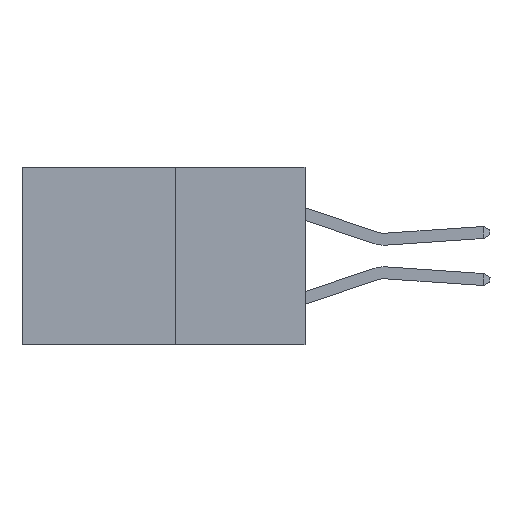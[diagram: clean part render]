
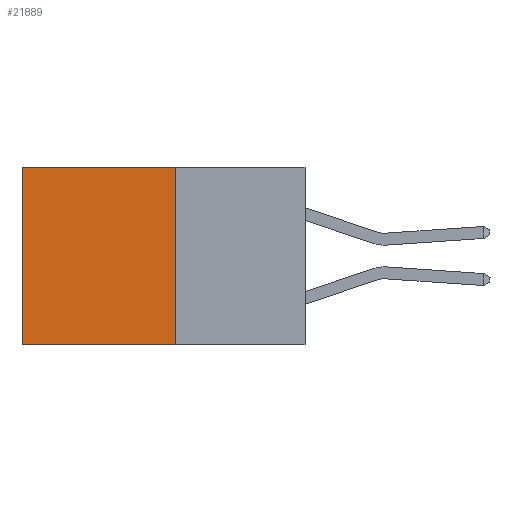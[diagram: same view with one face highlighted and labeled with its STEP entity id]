
A CAD part, left-side view. The second image highlights one B-rep face of the part: STEP entity #21889.
In plain terms, the highlighted planar face has unit normal (-1, 0, 0).
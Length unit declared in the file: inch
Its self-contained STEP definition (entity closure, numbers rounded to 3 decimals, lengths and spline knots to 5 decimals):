
#1785 = VERTEX_POINT ( 'NONE', #9238 ) ;
#1982 = CARTESIAN_POINT ( 'NONE',  ( 0.277, 0.27, -0.37 ) ) ;
#2878 = CARTESIAN_POINT ( 'NONE',  ( 0.277, 0.59, 0. ) ) ;
#3362 = VECTOR ( 'NONE', #4204, 39.37008 ) ;
#3940 = DIRECTION ( 'NONE',  ( 1., 0., 0. ) ) ;
#4204 = DIRECTION ( 'NONE',  ( 0., 0., -1. ) ) ;
#4348 = VECTOR ( 'NONE', #13457, 39.37008 ) ;
#4761 = EDGE_LOOP ( 'NONE', ( #15064, #20744, #5832, #11695 ) ) ;
#5083 = CARTESIAN_POINT ( 'NONE',  ( 0.277, 0.59, -0.37 ) ) ;
#5276 = VECTOR ( 'NONE', #18374, 39.37008 ) ;
#5536 = EDGE_CURVE ( 'NONE', #23745, #22350, #18935, .T. ) ;
#5832 = ORIENTED_EDGE ( 'NONE', *, *, #21425, .F. ) ;
#6510 = LINE ( 'NONE', #22086, #5276 ) ;
#8341 = LINE ( 'NONE', #24889, #4348 ) ;
#8421 = CARTESIAN_POINT ( 'NONE',  ( 0.277, 0.27, -0.37 ) ) ;
#8914 = CARTESIAN_POINT ( 'NONE',  ( 0.277, 0.27, 0. ) ) ;
#9238 = CARTESIAN_POINT ( 'NONE',  ( 0.277, 0.27, -0.37 ) ) ;
#9563 = AXIS2_PLACEMENT_3D ( 'NONE', #1982, #3940, #17646 ) ;
#10366 = DIRECTION ( 'NONE',  ( 0., 0., -1. ) ) ;
#11695 = ORIENTED_EDGE ( 'NONE', *, *, #22980, .T. ) ;
#13457 = DIRECTION ( 'NONE',  ( 0., 1., 0. ) ) ;
#13740 = PLANE ( 'NONE',  #9563 ) ;
#15064 = ORIENTED_EDGE ( 'NONE', *, *, #5536, .T. ) ;
#17646 = DIRECTION ( 'NONE',  ( 0., 0., -1. ) ) ;
#18374 = DIRECTION ( 'NONE',  ( 0., 1., 0. ) ) ;
#18935 = LINE ( 'NONE', #5083, #3362 ) ;
#19575 = VERTEX_POINT ( 'NONE', #8914 ) ;
#20744 = ORIENTED_EDGE ( 'NONE', *, *, #23301, .F. ) ;
#20821 = FACE_OUTER_BOUND ( 'NONE', #4761, .T. ) ;
#21425 = EDGE_CURVE ( 'NONE', #19575, #1785, #22018, .T. ) ;
#21433 = VECTOR ( 'NONE', #10366, 39.37008 ) ;
#21889 = ADVANCED_FACE ( 'NONE', ( #20821 ), #13740, .F. ) ;
#22018 = LINE ( 'NONE', #8421, #21433 ) ;
#22086 = CARTESIAN_POINT ( 'NONE',  ( 0.277, 0.27, 0. ) ) ;
#22281 = CARTESIAN_POINT ( 'NONE',  ( 0.277, 0.59, -0.37 ) ) ;
#22350 = VERTEX_POINT ( 'NONE', #22281 ) ;
#22980 = EDGE_CURVE ( 'NONE', #19575, #23745, #6510, .T. ) ;
#23301 = EDGE_CURVE ( 'NONE', #1785, #22350, #8341, .T. ) ;
#23745 = VERTEX_POINT ( 'NONE', #2878 ) ;
#24889 = CARTESIAN_POINT ( 'NONE',  ( 0.277, 0.27, -0.37 ) ) ;
